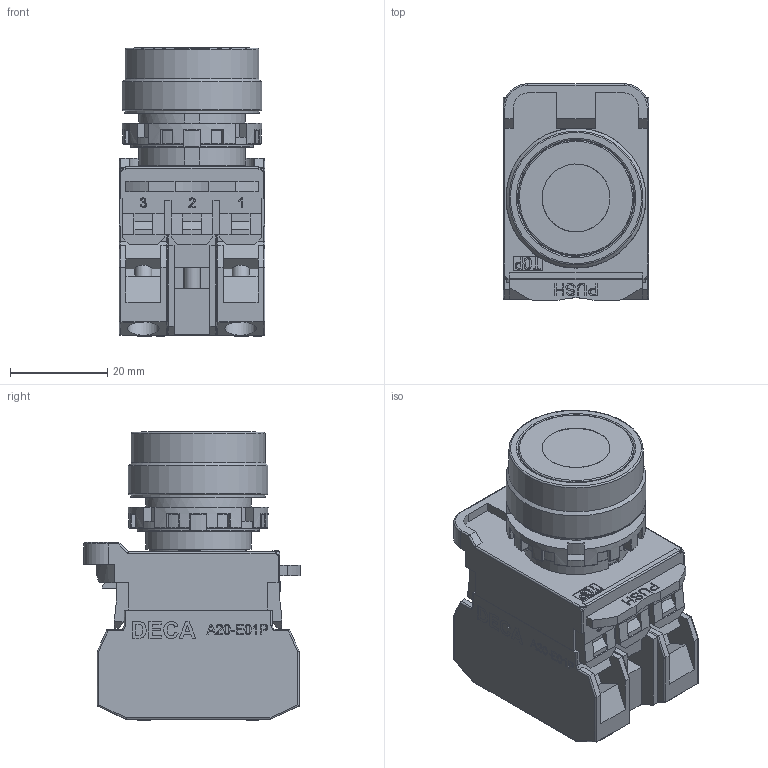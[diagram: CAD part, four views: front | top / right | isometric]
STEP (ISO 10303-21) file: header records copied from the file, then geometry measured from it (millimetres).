
FILE_DESCRIPTION( ( 'Unknown' ), '1' );
FILE_NAME( 'A20xL-x1RE11xx-B.stp', 'Unknown', ( 'Unknown' ), ( 'Unknown' ), 'XStep 1.0', 'Unknown', ' ' );
FILE_SCHEMA( ( 'automotive_design' ) );
Length unit declared in the file: millimetre
Products named in the file (1): 7
Bounding box: 30 x 44.55 x 59.4 mm (x, y, z)
Volume: 48765.2 mm3; surface area: 14360.8 mm2
Topology: 1 solids, 26 shells, 1572 faces, 4099 edges, 2640 vertices
Faces by surface type: plane 1003, cylinder 252, extrusion 198, torus 56, cone 25, bspline 24, sphere 14
Full cylindrical faces by diameter (mm): 0.4 x4, 6.5 x6, 14 x2, 22 x1, 23.8 x1, 24 x1, 27.6 x1, 27.8 x1, 28.8 x1
Entity records: 65031 total; most frequent: CARTESIAN_POINT 14843, ORIENTED_EDGE 8058, DIRECTION 7019, EDGE_CURVE 4029, VECTOR 3053, LINE 2855, VERTEX_POINT 2625, AXIS2_PLACEMENT_3D 1983
